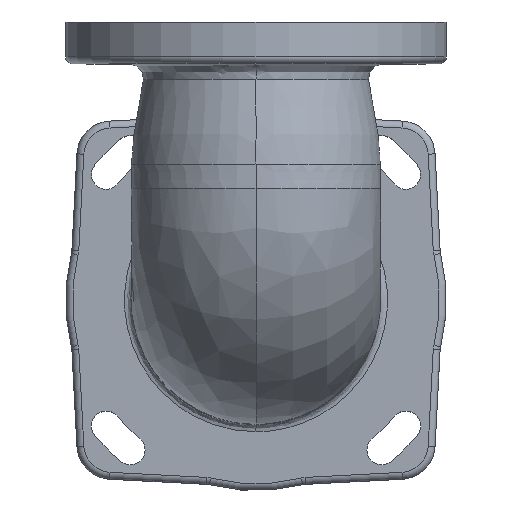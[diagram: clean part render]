
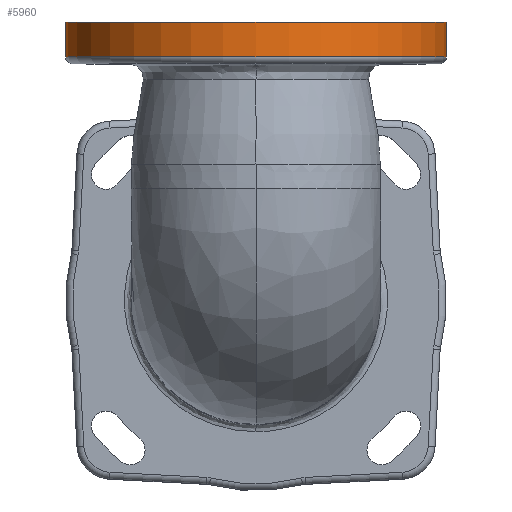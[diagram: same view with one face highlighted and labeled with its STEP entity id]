
A CAD part, top view. The second image highlights one B-rep face of the part: STEP entity #5960.
In plain terms, the highlighted cylindrical face has radius 87.312 mm (diameter 174.625 mm), a partial arc.
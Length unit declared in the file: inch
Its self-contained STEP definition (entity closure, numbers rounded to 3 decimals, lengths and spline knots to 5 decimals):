
#1048=DIRECTION('',(0.,-1.,0.));
#1049=VECTOR('',#1048,0.625);
#1050=CARTESIAN_POINT('',(3.4375,5.,0.));
#1051=LINE('',#1050,#1049);
#1052=CARTESIAN_POINT('',(0.,5.,0.));
#1053=DIRECTION('',(0.,1.,0.));
#1054=DIRECTION('',(-1.,0.,0.));
#1055=AXIS2_PLACEMENT_3D('',#1052,#1053,#1054);
#1057=CARTESIAN_POINT('',(0.,4.375,0.));
#1058=DIRECTION('',(0.,-1.,0.));
#1059=DIRECTION('',(1.,0.,0.));
#1060=AXIS2_PLACEMENT_3D('',#1057,#1058,#1059);
#1062=DIRECTION('',(0.,-1.,0.));
#1063=VECTOR('',#1062,0.625);
#1064=CARTESIAN_POINT('',(-3.4375,5.,0.));
#1065=LINE('',#1064,#1063);
#2564=CARTESIAN_POINT('',(3.4375,4.375,0.));
#2565=CARTESIAN_POINT('',(-3.4375,4.375,0.));
#2566=VERTEX_POINT('',#2564);
#2567=VERTEX_POINT('',#2565);
#2718=CARTESIAN_POINT('',(3.4375,5.,0.));
#2719=CARTESIAN_POINT('',(-3.4375,5.,0.));
#2720=VERTEX_POINT('',#2718);
#2721=VERTEX_POINT('',#2719);
#5948=CARTESIAN_POINT('',(0.,5.125,0.));
#5949=DIRECTION('',(0.,1.,0.));
#5950=DIRECTION('',(1.,0.,0.));
#5951=AXIS2_PLACEMENT_3D('',#5948,#5949,#5950);
#5952=CYLINDRICAL_SURFACE('',#5951,3.4375);
#5953=ORIENTED_EDGE('',*,*,#5875,.T.);
#5954=ORIENTED_EDGE('',*,*,#5943,.T.);
#5956=ORIENTED_EDGE('',*,*,#5955,.T.);
#5957=ORIENTED_EDGE('',*,*,#5939,.F.);
#5958=EDGE_LOOP('',(#5953,#5954,#5956,#5957));
#5959=FACE_OUTER_BOUND('',#5958,.F.);
#5960=ADVANCED_FACE('',(#5959),#5952,.T.);
#1056=CIRCLE('',#1055,3.4375);
#1061=CIRCLE('',#1060,3.4375);
#5875=EDGE_CURVE('',#2721,#2720,#1056,.T.);
#5939=EDGE_CURVE('',#2721,#2567,#1065,.T.);
#5943=EDGE_CURVE('',#2720,#2566,#1051,.T.);
#5955=EDGE_CURVE('',#2566,#2567,#1061,.T.);
